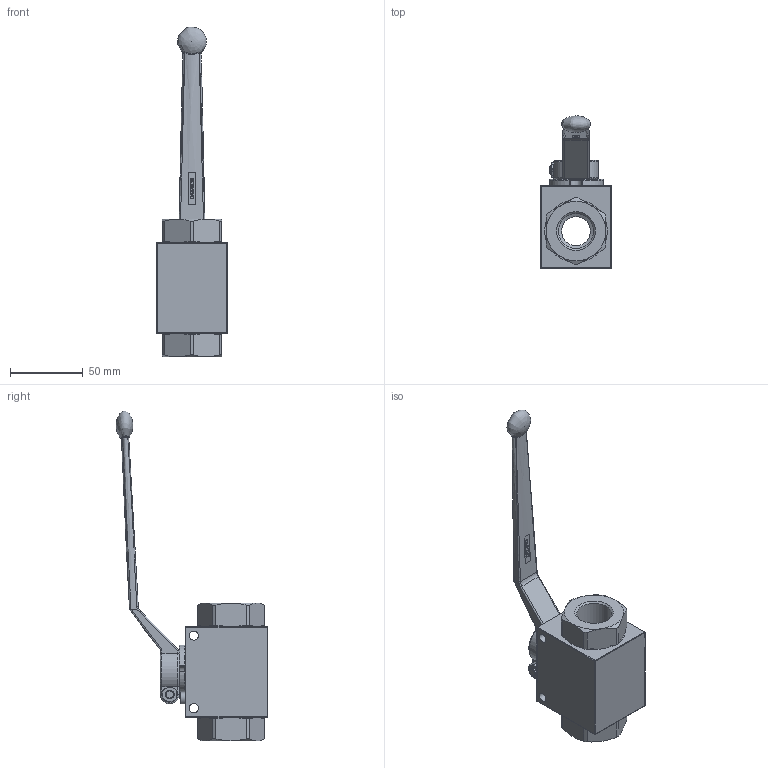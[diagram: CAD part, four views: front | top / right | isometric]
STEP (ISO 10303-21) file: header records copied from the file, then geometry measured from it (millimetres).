
FILE_DESCRIPTION(/* description */ ('Unknown'),/* implementation_level */ '2;1');
FILE_NAME(/* name */ '4500_9769-05',/* time_stamp */ '2023-08-16T11:00:16+02:00',/* author */ ('Unknown'),/* organization */ ('Unknown'),/* preprocessor_version */ 'ST-DEVELOPER v18.102',/* originating_system */ 'Solid Edge',/* authorisation */ 'Unknown');
FILE_SCHEMA (('AUTOMOTIVE_DESIGN {1 0 10303 214 3 1 1}'));
Length unit declared in the file: millimetre
Products named in the file (2): GE2GGT4; Parte2
Assembly tree (1 placements, depth 2):
  GE2GGT4
    Parte2
Bounding box: 49 x 104.6 x 227.31 mm (x, y, z)
Volume: 179147.6 mm3; surface area: 51429.4 mm2
Topology: 2 solids, 5 shells, 441 faces, 1088 edges, 680 vertices
Faces by surface type: plane 189, cylinder 98, cone 57, bspline 57, torus 26, sphere 14
Full cylindrical faces by diameter (mm): 2 x1, 6 x2, 6.25 x2, 6.5 x2, 8 x2, 10 x1, 20 x3, 24.117 x2, 25 x1, 35.4 x2, 36.4 x1, 39.4 x2, 43.2 x2
Entity records: 15760 total; most frequent: CARTESIAN_POINT 4034, ORIENTED_EDGE 2030, DIRECTION 1856, EDGE_CURVE 1015, AXIS2_PLACEMENT_3D 669, VERTEX_POINT 664, FACE_BOUND 537, EDGE_LOOP 534
